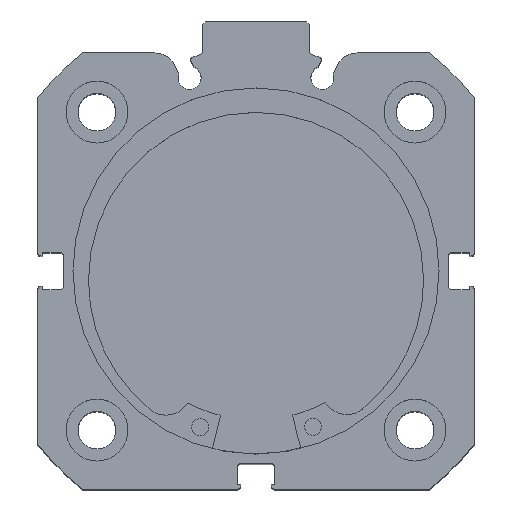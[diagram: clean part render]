
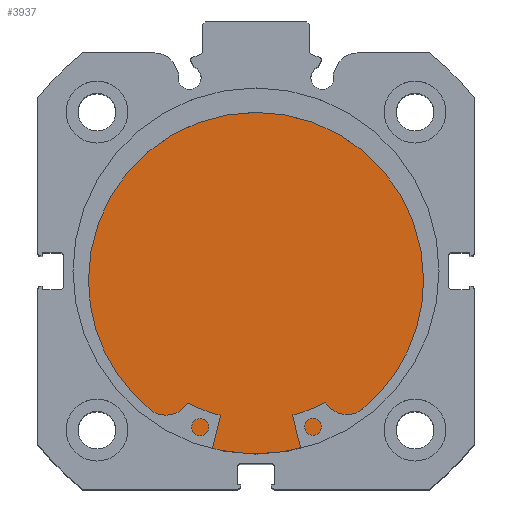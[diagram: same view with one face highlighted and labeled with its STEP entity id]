
A CAD part, top view. The second image highlights one B-rep face of the part: STEP entity #3937.
In plain terms, the highlighted face is planar.
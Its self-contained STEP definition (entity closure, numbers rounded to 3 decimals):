
#279 = ORIENTED_EDGE ( 'NONE', *, *, #2516, .F. ) ;
#318 = EDGE_LOOP ( 'NONE', ( #279, #3718 ) ) ;
#432 = CIRCLE ( 'NONE', #3034, 32.5 ) ;
#560 = CIRCLE ( 'NONE', #3068, 32.5 ) ;
#1144 = VERTEX_POINT ( 'NONE', #1485 ) ;
#1474 = VERTEX_POINT ( 'NONE', #1813 ) ;
#1485 = CARTESIAN_POINT ( 'NONE',  ( 9.5, 0., -32.5 ) ) ;
#1813 = CARTESIAN_POINT ( 'NONE',  ( 9.5, 0., 32.5 ) ) ;
#1839 = CARTESIAN_POINT ( 'NONE',  ( 9.5, 0., 0. ) ) ;
#1840 = DIRECTION ( 'NONE',  ( -1., 0., 0. ) ) ;
#1841 = DIRECTION ( 'NONE',  ( 0., 0., 1. ) ) ;
#2054 = CARTESIAN_POINT ( 'NONE',  ( 9.5, 0., 0. ) ) ;
#2062 = DIRECTION ( 'NONE',  ( -1., 0., 0. ) ) ;
#2063 = DIRECTION ( 'NONE',  ( 0., 0., 1. ) ) ;
#2516 = EDGE_CURVE ( 'NONE', #1474, #1144, #432, .T. ) ;
#2602 = EDGE_CURVE ( 'NONE', #1144, #1474, #560, .T. ) ;
#3034 = AXIS2_PLACEMENT_3D ( 'NONE', #1839, #1840, #1841 ) ;
#3068 = AXIS2_PLACEMENT_3D ( 'NONE', #2054, #2062, #2063 ) ;
#3328 = AXIS2_PLACEMENT_3D ( 'NONE', #5598, #5605, #5606 ) ;
#3718 = ORIENTED_EDGE ( 'NONE', *, *, #2602, .F. ) ;
#3937 = ADVANCED_FACE ( 'NONE', ( #6057 ), #5602, .F. ) ;
#5598 = CARTESIAN_POINT ( 'NONE',  ( 9.5, 32.5, 0. ) ) ;
#5602 = PLANE ( 'NONE',  #3328 ) ;
#5605 = DIRECTION ( 'NONE',  ( -1., 0., 0. ) ) ;
#5606 = DIRECTION ( 'NONE',  ( 0., 0., 1. ) ) ;
#6057 = FACE_OUTER_BOUND ( 'NONE', #318, .T. ) ;
